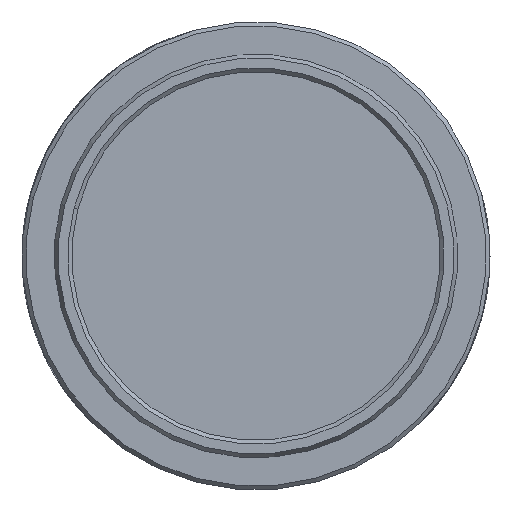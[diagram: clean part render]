
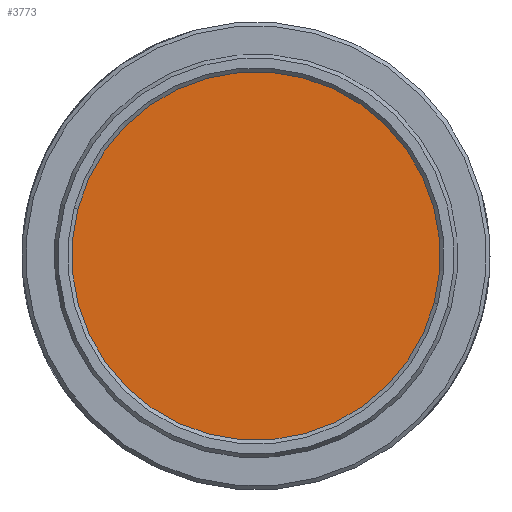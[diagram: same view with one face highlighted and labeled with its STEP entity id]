
A CAD part, left-side view. The second image highlights one B-rep face of the part: STEP entity #3773.
In plain terms, the highlighted planar face has unit normal (-1, 0, 0).
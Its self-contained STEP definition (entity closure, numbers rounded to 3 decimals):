
#126 = EDGE_LOOP ( 'NONE', ( #5536, #4703 ) ) ;
#547 = EDGE_CURVE ( 'NONE', #7834, #8657, #7148, .T. ) ;
#1042 = AXIS2_PLACEMENT_3D ( 'NONE', #11783, #14179, #10992 ) ;
#1914 = EDGE_CURVE ( 'NONE', #8657, #7834, #3117, .T. ) ;
#2580 = AXIS2_PLACEMENT_3D ( 'NONE', #5531, #4533, #13135 ) ;
#3117 = CIRCLE ( 'NONE', #13346, 12.7 ) ;
#3253 = CARTESIAN_POINT ( 'NONE',  ( -42.617, 0., 16.536 ) ) ;
#3311 = DIRECTION ( 'NONE',  ( 0., 0., -1. ) ) ;
#3585 = CARTESIAN_POINT ( 'NONE',  ( -42.617, 0., 29.236 ) ) ;
#3773 = ADVANCED_FACE ( 'NONE', ( #12531 ), #5216, .F. ) ;
#4533 = DIRECTION ( 'NONE',  ( 1., 0., 0. ) ) ;
#4703 = ORIENTED_EDGE ( 'NONE', *, *, #547, .F. ) ;
#5216 = PLANE ( 'NONE',  #1042 ) ;
#5531 = CARTESIAN_POINT ( 'NONE',  ( -42.617, 0., 16.536 ) ) ;
#5536 = ORIENTED_EDGE ( 'NONE', *, *, #1914, .F. ) ;
#5568 = CARTESIAN_POINT ( 'NONE',  ( -42.617, 0., 3.836 ) ) ;
#7148 = CIRCLE ( 'NONE', #2580, 12.7 ) ;
#7834 = VERTEX_POINT ( 'NONE', #3585 ) ;
#8657 = VERTEX_POINT ( 'NONE', #5568 ) ;
#10992 = DIRECTION ( 'NONE',  ( 0., 0., -1. ) ) ;
#11358 = DIRECTION ( 'NONE',  ( 1., 0., 0. ) ) ;
#11783 = CARTESIAN_POINT ( 'NONE',  ( -42.617, 0., 16.536 ) ) ;
#12531 = FACE_OUTER_BOUND ( 'NONE', #126, .T. ) ;
#13135 = DIRECTION ( 'NONE',  ( 0., 0., -1. ) ) ;
#13346 = AXIS2_PLACEMENT_3D ( 'NONE', #3253, #11358, #3311 ) ;
#14179 = DIRECTION ( 'NONE',  ( 1., 0., 0. ) ) ;
